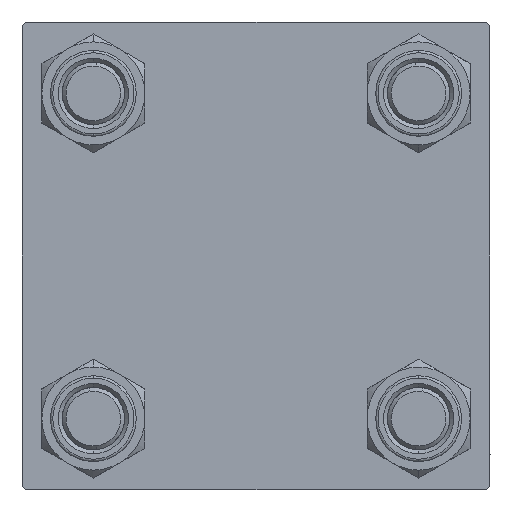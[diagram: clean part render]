
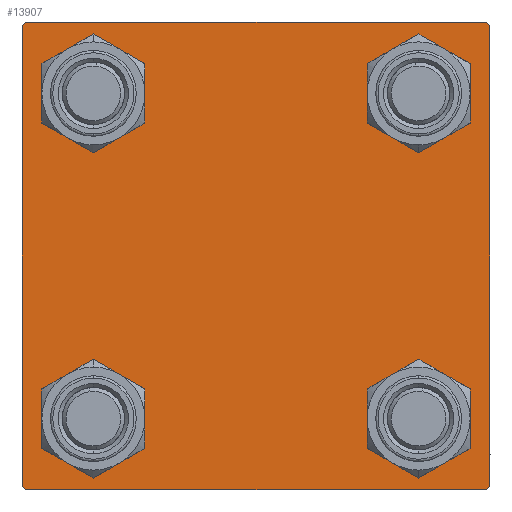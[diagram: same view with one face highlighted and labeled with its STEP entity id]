
A CAD part, left-side view. The second image highlights one B-rep face of the part: STEP entity #13907.
In plain terms, the highlighted planar face has unit normal (-1, 0, 0).
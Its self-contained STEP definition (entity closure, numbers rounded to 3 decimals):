
#428 = AXIS2_PLACEMENT_3D ( 'NONE', #28373, #32691, #1830 ) ;
#1669 = ORIENTED_EDGE ( 'NONE', *, *, #29247, .T. ) ;
#1765 = CARTESIAN_POINT ( 'NONE',  ( 0., -30., 30. ) ) ;
#1830 = DIRECTION ( 'NONE',  ( 0., 0., 1. ) ) ;
#1936 = AXIS2_PLACEMENT_3D ( 'NONE', #27932, #39921, #35086 ) ;
#2385 = ORIENTED_EDGE ( 'NONE', *, *, #23300, .T. ) ;
#3459 = LINE ( 'NONE', #45780, #37853 ) ;
#3543 = DIRECTION ( 'NONE',  ( 1., 0., 0. ) ) ;
#3705 = CARTESIAN_POINT ( 'NONE',  ( 0., -29.75, -29.75 ) ) ;
#3728 = DIRECTION ( 'NONE',  ( 1., 0., 0. ) ) ;
#3741 = EDGE_CURVE ( 'NONE', #11304, #17354, #38547, .T. ) ;
#3780 = LINE ( 'NONE', #42792, #22970 ) ;
#3824 = ORIENTED_EDGE ( 'NONE', *, *, #44364, .T. ) ;
#3948 = ORIENTED_EDGE ( 'NONE', *, *, #31705, .T. ) ;
#4175 = EDGE_CURVE ( 'NONE', #11846, #21305, #10428, .T. ) ;
#5583 = CIRCLE ( 'NONE', #40607, 4.5 ) ;
#5664 = CARTESIAN_POINT ( 'NONE',  ( 0., 30., -30. ) ) ;
#5680 = DIRECTION ( 'NONE',  ( 0., 0., 1. ) ) ;
#7079 = LINE ( 'NONE', #22875, #16779 ) ;
#7123 = PLANE ( 'NONE',  #20681 ) ;
#7543 = CARTESIAN_POINT ( 'NONE',  ( 0., 30., 29.5 ) ) ;
#7932 = VERTEX_POINT ( 'NONE', #28608 ) ;
#8144 = VERTEX_POINT ( 'NONE', #13748 ) ;
#8621 = VERTEX_POINT ( 'NONE', #26082 ) ;
#8880 = CARTESIAN_POINT ( 'NONE',  ( 0., -20.85, -25.35 ) ) ;
#8982 = DIRECTION ( 'NONE',  ( 0., -1., 0. ) ) ;
#9168 = EDGE_LOOP ( 'NONE', ( #44273, #31900 ) ) ;
#9563 = CARTESIAN_POINT ( 'NONE',  ( 0., 29.5, 30. ) ) ;
#9728 = DIRECTION ( 'NONE',  ( 1., 0., 0. ) ) ;
#9928 = EDGE_CURVE ( 'NONE', #47310, #45345, #3780, .T. ) ;
#10197 = FACE_BOUND ( 'NONE', #36106, .T. ) ;
#10428 = CIRCLE ( 'NONE', #46243, 4.5 ) ;
#11304 = VERTEX_POINT ( 'NONE', #9563 ) ;
#11763 = CARTESIAN_POINT ( 'NONE',  ( 0., 30., 30. ) ) ;
#11846 = VERTEX_POINT ( 'NONE', #8880 ) ;
#12028 = ORIENTED_EDGE ( 'NONE', *, *, #21164, .T. ) ;
#12110 = ORIENTED_EDGE ( 'NONE', *, *, #34411, .T. ) ;
#12126 = CARTESIAN_POINT ( 'NONE',  ( 0., -20.85, 20.85 ) ) ;
#12534 = EDGE_LOOP ( 'NONE', ( #12028, #3948 ) ) ;
#12547 = LINE ( 'NONE', #5664, #48403 ) ;
#13308 = CARTESIAN_POINT ( 'NONE',  ( 0., -30., 29.5 ) ) ;
#13748 = CARTESIAN_POINT ( 'NONE',  ( 0., -20.85, 16.35 ) ) ;
#13907 = ADVANCED_FACE ( 'NONE', ( #29571, #42065, #10197, #15022, #18839 ), #7123, .T. ) ;
#14325 = DIRECTION ( 'NONE',  ( 1., 0., 0. ) ) ;
#14670 = EDGE_CURVE ( 'NONE', #26463, #8621, #32072, .T. ) ;
#15022 = FACE_BOUND ( 'NONE', #9168, .T. ) ;
#15149 = CARTESIAN_POINT ( 'NONE',  ( 0., -29.5, -30. ) ) ;
#16713 = DIRECTION ( 'NONE',  ( 1., 0., 0. ) ) ;
#16779 = VECTOR ( 'NONE', #49415, 1000. ) ;
#16805 = CARTESIAN_POINT ( 'NONE',  ( 0., 29.5, -30. ) ) ;
#16959 = ORIENTED_EDGE ( 'NONE', *, *, #4175, .T. ) ;
#17354 = VERTEX_POINT ( 'NONE', #29419 ) ;
#18372 = VERTEX_POINT ( 'NONE', #13308 ) ;
#18397 = CARTESIAN_POINT ( 'NONE',  ( 0., 20.85, 20.85 ) ) ;
#18748 = EDGE_CURVE ( 'NONE', #18372, #42651, #21151, .T. ) ;
#18839 = FACE_OUTER_BOUND ( 'NONE', #30592, .T. ) ;
#19256 = DIRECTION ( 'NONE',  ( 0., -0.707, 0.707 ) ) ;
#19538 = VERTEX_POINT ( 'NONE', #16805 ) ;
#19787 = EDGE_CURVE ( 'NONE', #11304, #47310, #3459, .T. ) ;
#20172 = CARTESIAN_POINT ( 'NONE',  ( 0., -29.75, 29.75 ) ) ;
#20681 = AXIS2_PLACEMENT_3D ( 'NONE', #49454, #21922, #45873 ) ;
#21151 = LINE ( 'NONE', #1765, #40277 ) ;
#21164 = EDGE_CURVE ( 'NONE', #41702, #8144, #46014, .T. ) ;
#21298 = DIRECTION ( 'NONE',  ( 0., 0., 1. ) ) ;
#21305 = VERTEX_POINT ( 'NONE', #42045 ) ;
#21659 = ORIENTED_EDGE ( 'NONE', *, *, #9928, .T. ) ;
#21922 = DIRECTION ( 'NONE',  ( -1., 0., 0. ) ) ;
#22572 = VECTOR ( 'NONE', #34467, 1000. ) ;
#22875 = CARTESIAN_POINT ( 'NONE',  ( 0., 29.75, -29.75 ) ) ;
#22970 = VECTOR ( 'NONE', #50450, 1000. ) ;
#23300 = EDGE_CURVE ( 'NONE', #45345, #19538, #7079, .T. ) ;
#23736 = DIRECTION ( 'NONE',  ( 0., 0.707, 0.707 ) ) ;
#24245 = CARTESIAN_POINT ( 'NONE',  ( 0., 20.85, -25.35 ) ) ;
#25083 = AXIS2_PLACEMENT_3D ( 'NONE', #44893, #9728, #25755 ) ;
#25182 = ORIENTED_EDGE ( 'NONE', *, *, #3741, .F. ) ;
#25735 = DIRECTION ( 'NONE',  ( 0., 0., 1. ) ) ;
#25755 = DIRECTION ( 'NONE',  ( 0., 0., 1. ) ) ;
#26058 = ORIENTED_EDGE ( 'NONE', *, *, #18748, .F. ) ;
#26082 = CARTESIAN_POINT ( 'NONE',  ( 0., 20.85, 16.35 ) ) ;
#26463 = VERTEX_POINT ( 'NONE', #29407 ) ;
#26790 = VECTOR ( 'NONE', #19256, 1000. ) ;
#27023 = EDGE_LOOP ( 'NONE', ( #40375, #16959 ) ) ;
#27144 = AXIS2_PLACEMENT_3D ( 'NONE', #41555, #3543, #25735 ) ;
#27682 = DIRECTION ( 'NONE',  ( 0., 0., 1. ) ) ;
#27932 = CARTESIAN_POINT ( 'NONE',  ( 0., 20.85, 20.85 ) ) ;
#28373 = CARTESIAN_POINT ( 'NONE',  ( 0., -20.85, 20.85 ) ) ;
#28608 = CARTESIAN_POINT ( 'NONE',  ( 0., 20.85, -16.35 ) ) ;
#28954 = CARTESIAN_POINT ( 'NONE',  ( 0., -20.85, -20.85 ) ) ;
#29247 = EDGE_CURVE ( 'NONE', #44387, #7932, #5583, .T. ) ;
#29407 = CARTESIAN_POINT ( 'NONE',  ( 0., 20.85, 25.35 ) ) ;
#29419 = CARTESIAN_POINT ( 'NONE',  ( 0., -29.5, 30. ) ) ;
#29571 = FACE_BOUND ( 'NONE', #12534, .T. ) ;
#30428 = EDGE_CURVE ( 'NONE', #21305, #11846, #30754, .T. ) ;
#30592 = EDGE_LOOP ( 'NONE', ( #21659, #2385, #48284, #12110, #26058, #3824, #25182, #41804 ) ) ;
#30754 = CIRCLE ( 'NONE', #25083, 4.5 ) ;
#30795 = CIRCLE ( 'NONE', #44668, 4.5 ) ;
#31705 = EDGE_CURVE ( 'NONE', #8144, #41702, #30795, .T. ) ;
#31900 = ORIENTED_EDGE ( 'NONE', *, *, #36431, .T. ) ;
#32072 = CIRCLE ( 'NONE', #1936, 4.5 ) ;
#32633 = VERTEX_POINT ( 'NONE', #15149 ) ;
#32691 = DIRECTION ( 'NONE',  ( 1., 0., 0. ) ) ;
#34411 = EDGE_CURVE ( 'NONE', #32633, #42651, #38646, .T. ) ;
#34467 = DIRECTION ( 'NONE',  ( 0., -1., 0. ) ) ;
#35086 = DIRECTION ( 'NONE',  ( 0., 0., 1. ) ) ;
#35984 = AXIS2_PLACEMENT_3D ( 'NONE', #18397, #14325, #5680 ) ;
#36106 = EDGE_LOOP ( 'NONE', ( #40894, #1669 ) ) ;
#36431 = EDGE_CURVE ( 'NONE', #8621, #26463, #42515, .T. ) ;
#37853 = VECTOR ( 'NONE', #41218, 1000. ) ;
#38547 = LINE ( 'NONE', #11763, #22572 ) ;
#38646 = LINE ( 'NONE', #3705, #26790 ) ;
#39307 = LINE ( 'NONE', #20172, #46716 ) ;
#39921 = DIRECTION ( 'NONE',  ( 1., 0., 0. ) ) ;
#39999 = CARTESIAN_POINT ( 'NONE',  ( 0., 20.85, -20.85 ) ) ;
#40277 = VECTOR ( 'NONE', #44108, 1000. ) ;
#40375 = ORIENTED_EDGE ( 'NONE', *, *, #30428, .T. ) ;
#40607 = AXIS2_PLACEMENT_3D ( 'NONE', #39999, #44331, #43830 ) ;
#40660 = CARTESIAN_POINT ( 'NONE',  ( 0., 30., -29.5 ) ) ;
#40894 = ORIENTED_EDGE ( 'NONE', *, *, #43632, .T. ) ;
#41218 = DIRECTION ( 'NONE',  ( 0., 0.707, -0.707 ) ) ;
#41555 = CARTESIAN_POINT ( 'NONE',  ( 0., 20.85, -20.85 ) ) ;
#41702 = VERTEX_POINT ( 'NONE', #41824 ) ;
#41804 = ORIENTED_EDGE ( 'NONE', *, *, #19787, .T. ) ;
#41824 = CARTESIAN_POINT ( 'NONE',  ( 0., -20.85, 25.35 ) ) ;
#42045 = CARTESIAN_POINT ( 'NONE',  ( 0., -20.85, -16.35 ) ) ;
#42065 = FACE_BOUND ( 'NONE', #27023, .T. ) ;
#42515 = CIRCLE ( 'NONE', #35984, 4.5 ) ;
#42651 = VERTEX_POINT ( 'NONE', #42862 ) ;
#42792 = CARTESIAN_POINT ( 'NONE',  ( 0., 30., 30. ) ) ;
#42862 = CARTESIAN_POINT ( 'NONE',  ( 0., -30., -29.5 ) ) ;
#43632 = EDGE_CURVE ( 'NONE', #7932, #44387, #49125, .T. ) ;
#43830 = DIRECTION ( 'NONE',  ( 0., 0., 1. ) ) ;
#44108 = DIRECTION ( 'NONE',  ( 0., 0., -1. ) ) ;
#44273 = ORIENTED_EDGE ( 'NONE', *, *, #14670, .T. ) ;
#44331 = DIRECTION ( 'NONE',  ( 1., 0., 0. ) ) ;
#44364 = EDGE_CURVE ( 'NONE', #18372, #17354, #39307, .T. ) ;
#44387 = VERTEX_POINT ( 'NONE', #24245 ) ;
#44668 = AXIS2_PLACEMENT_3D ( 'NONE', #12126, #3728, #27682 ) ;
#44893 = CARTESIAN_POINT ( 'NONE',  ( 0., -20.85, -20.85 ) ) ;
#45345 = VERTEX_POINT ( 'NONE', #40660 ) ;
#45633 = EDGE_CURVE ( 'NONE', #19538, #32633, #12547, .T. ) ;
#45780 = CARTESIAN_POINT ( 'NONE',  ( 0., 29.75, 29.75 ) ) ;
#45873 = DIRECTION ( 'NONE',  ( 0., 0., 1. ) ) ;
#46014 = CIRCLE ( 'NONE', #428, 4.5 ) ;
#46243 = AXIS2_PLACEMENT_3D ( 'NONE', #28954, #16713, #21298 ) ;
#46716 = VECTOR ( 'NONE', #23736, 1000. ) ;
#47310 = VERTEX_POINT ( 'NONE', #7543 ) ;
#48284 = ORIENTED_EDGE ( 'NONE', *, *, #45633, .T. ) ;
#48403 = VECTOR ( 'NONE', #8982, 1000. ) ;
#49125 = CIRCLE ( 'NONE', #27144, 4.5 ) ;
#49415 = DIRECTION ( 'NONE',  ( 0., -0.707, -0.707 ) ) ;
#49454 = CARTESIAN_POINT ( 'NONE',  ( 0., 0., 0. ) ) ;
#50450 = DIRECTION ( 'NONE',  ( 0., 0., -1. ) ) ;
